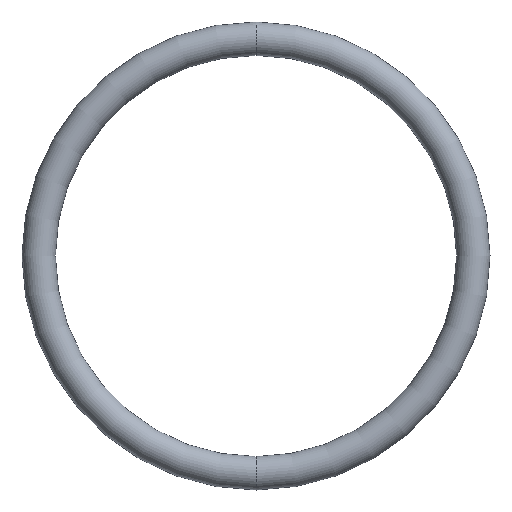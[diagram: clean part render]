
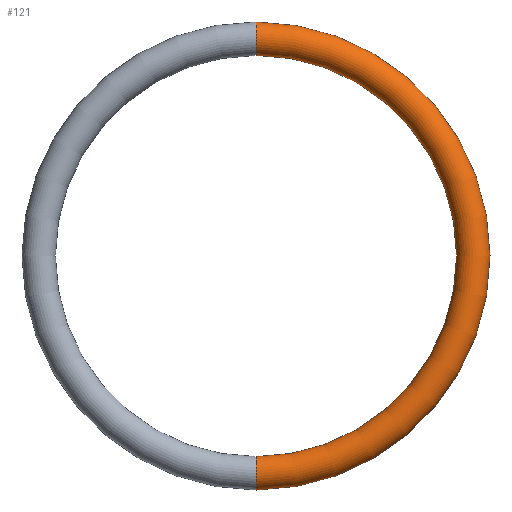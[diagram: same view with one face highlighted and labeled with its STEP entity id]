
A CAD part, front view. The second image highlights one B-rep face of the part: STEP entity #121.
In plain terms, the highlighted toroidal (fillet/blend) face has major radius 9.75 mm and minor radius 0.75 mm.
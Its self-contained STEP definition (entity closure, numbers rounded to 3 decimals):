
#4 = DIRECTION ( 'NONE',  ( 1., 0., 0. ) ) ;
#5 = CARTESIAN_POINT ( 'NONE',  ( 0., 0., -9.75 ) ) ;
#7 = DIRECTION ( 'NONE',  ( 0., 0., -1. ) ) ;
#10 = VERTEX_POINT ( 'NONE', #76 ) ;
#16 = CARTESIAN_POINT ( 'NONE',  ( 0., 0., 9.75 ) ) ;
#18 = DIRECTION ( 'NONE',  ( -1., 0., 0. ) ) ;
#19 = DIRECTION ( 'NONE',  ( 0., 0., 1. ) ) ;
#21 = DIRECTION ( 'NONE',  ( 0., 1., 0. ) ) ;
#22 = CARTESIAN_POINT ( 'NONE',  ( 0., 0., 9. ) ) ;
#23 = CARTESIAN_POINT ( 'NONE',  ( 0., 0., 0. ) ) ;
#24 = CARTESIAN_POINT ( 'NONE',  ( 0., 0., -9. ) ) ;
#25 = EDGE_CURVE ( 'NONE', #91, #95, #53, .T. ) ;
#29 = DIRECTION ( 'NONE',  ( 0., 1., 0. ) ) ;
#30 = DIRECTION ( 'NONE',  ( 0., 0., 1. ) ) ;
#33 = CARTESIAN_POINT ( 'NONE',  ( 0., 0., -10.5 ) ) ;
#41 = DIRECTION ( 'NONE',  ( 0., 1., 0. ) ) ;
#42 = DIRECTION ( 'NONE',  ( 0., 0., 1. ) ) ;
#44 = CARTESIAN_POINT ( 'NONE',  ( 0., 0., 0. ) ) ;
#47 = DIRECTION ( 'NONE',  ( 0., 0., 1. ) ) ;
#51 = EDGE_CURVE ( 'NONE', #82, #10, #104, .T. ) ;
#53 = CIRCLE ( 'NONE', #138, 0.75 ) ;
#54 = ORIENTED_EDGE ( 'NONE', *, *, #25, .T. ) ;
#63 = CARTESIAN_POINT ( 'NONE',  ( 0., 0., 0. ) ) ;
#76 = CARTESIAN_POINT ( 'NONE',  ( 0., 0., 10.5 ) ) ;
#78 = CIRCLE ( 'NONE', #144, 9. ) ;
#82 = VERTEX_POINT ( 'NONE', #22 ) ;
#84 = EDGE_CURVE ( 'NONE', #10, #95, #117, .T. ) ;
#90 = EDGE_LOOP ( 'NONE', ( #115, #100, #127, #54 ) ) ;
#91 = VERTEX_POINT ( 'NONE', #24 ) ;
#95 = VERTEX_POINT ( 'NONE', #33 ) ;
#100 = ORIENTED_EDGE ( 'NONE', *, *, #51, .F. ) ;
#104 = CIRCLE ( 'NONE', #125, 0.75 ) ;
#115 = ORIENTED_EDGE ( 'NONE', *, *, #84, .F. ) ;
#117 = CIRCLE ( 'NONE', #153, 10.5 ) ;
#121 = ADVANCED_FACE ( 'NONE', ( #156 ), #137, .T. ) ;
#125 = AXIS2_PLACEMENT_3D ( 'NONE', #16, #18, #19 ) ;
#127 = ORIENTED_EDGE ( 'NONE', *, *, #157, .T. ) ;
#137 = TOROIDAL_SURFACE ( 'NONE', #152, 9.75, 0.75 ) ;
#138 = AXIS2_PLACEMENT_3D ( 'NONE', #5, #4, #7 ) ;
#144 = AXIS2_PLACEMENT_3D ( 'NONE', #44, #41, #42 ) ;
#152 = AXIS2_PLACEMENT_3D ( 'NONE', #63, #21, #47 ) ;
#153 = AXIS2_PLACEMENT_3D ( 'NONE', #23, #29, #30 ) ;
#156 = FACE_OUTER_BOUND ( 'NONE', #90, .T. ) ;
#157 = EDGE_CURVE ( 'NONE', #82, #91, #78, .T. ) ;
